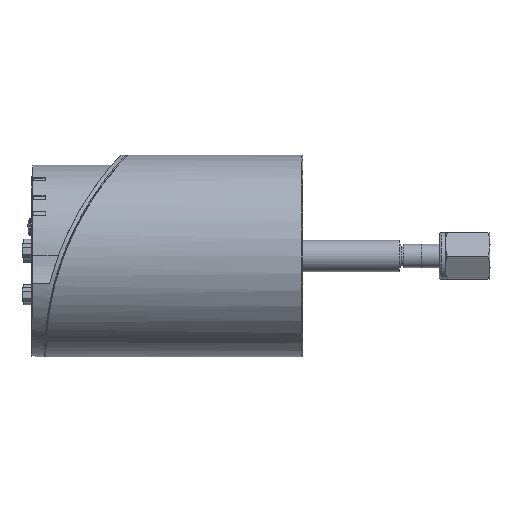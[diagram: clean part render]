
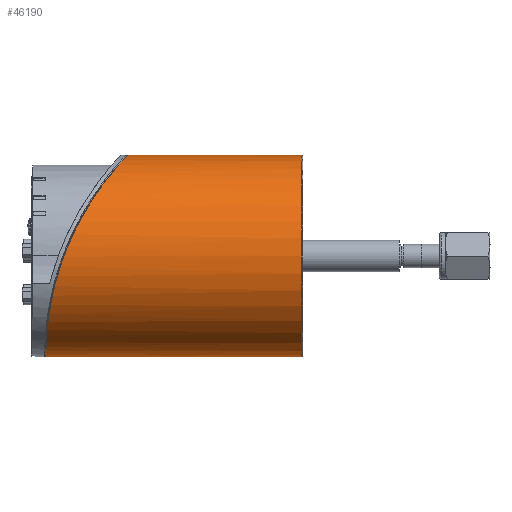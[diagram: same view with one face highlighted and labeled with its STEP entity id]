
A CAD part, left-side view. The second image highlights one B-rep face of the part: STEP entity #46190.
In plain terms, the highlighted cylindrical face has radius 41 mm (diameter 82 mm), a full revolution.
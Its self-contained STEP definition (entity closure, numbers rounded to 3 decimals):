
#4513=FACE_OUTER_BOUND('',#7068,.T.);
#7068=EDGE_LOOP('',(#40054,#40055,#40056,#40057,#40058,#40059));
#8186=CIRCLE('',#49130,41.);
#8188=CIRCLE('',#49132,41.);
#12418=LINE('',#82234,#16592);
#16592=VECTOR('',#58999,41.);
#17732=B_SPLINE_CURVE_WITH_KNOTS('',3,(#82236,#82237,#82238,#82239,#82240,
#82241,#82242,#82243,#82244,#82245,#82246,#82247,#82248),.UNSPECIFIED.,
 .F.,.F.,(4,1,1,1,1,1,1,1,1,1,4),(-26.603,-26.128,-25.653,
-25.178,-24.703,-23.753,-22.803,
-22.169,-21.536,-20.269,-19.712),
 .UNSPECIFIED.);
#17733=B_SPLINE_CURVE_WITH_KNOTS('',3,(#82249,#82250,#82251,#82252,#82253,
#82254,#82255,#82256,#82257,#82258,#82259,#82260,#82261,#82262,#82263,#82264,
#82265,#82266,#82267,#82268,#82269,#82270,#82271,#82272,#82273),
 .UNSPECIFIED.,.F.,.F.,(4,1,1,1,1,1,1,1,1,1,1,1,1,1,1,1,1,1,1,1,1,1,4),
(-19.712,-19.636,-19.002,-17.735,
-16.469,-15.202,-13.935,-12.668,
-11.401,-10.135,-8.868,-7.601,
-6.967,-6.334,-5.067,-4.434,
-3.8,-2.85,-1.9,-1.425,
-0.95,-0.475,0.),.UNSPECIFIED.);
#21653=VERTEX_POINT('',#82227);
#21654=VERTEX_POINT('',#82228);
#21655=VERTEX_POINT('',#82233);
#21656=VERTEX_POINT('',#82235);
#27939=EDGE_CURVE('',#21653,#21654,#8186,.T.);
#27941=EDGE_CURVE('',#21654,#21653,#8188,.T.);
#27942=EDGE_CURVE('',#21653,#21655,#12418,.T.);
#27943=EDGE_CURVE('',#21656,#21655,#17732,.T.);
#27944=EDGE_CURVE('',#21655,#21656,#17733,.T.);
#40054=ORIENTED_EDGE('',*,*,#27939,.F.);
#40055=ORIENTED_EDGE('',*,*,#27942,.T.);
#40056=ORIENTED_EDGE('',*,*,#27943,.F.);
#40057=ORIENTED_EDGE('',*,*,#27944,.F.);
#40058=ORIENTED_EDGE('',*,*,#27942,.F.);
#40059=ORIENTED_EDGE('',*,*,#27941,.F.);
#41591=CYLINDRICAL_SURFACE('',#49133,41.);
#46190=ADVANCED_FACE('',(#4513),#41591,.T.);
#49130=AXIS2_PLACEMENT_3D('',#82229,#58991,#58992);
#49132=AXIS2_PLACEMENT_3D('',#82231,#58995,#58996);
#49133=AXIS2_PLACEMENT_3D('',#82232,#58997,#58998);
#58991=DIRECTION('center_axis',(0.,-1.,0.));
#58992=DIRECTION('ref_axis',(-1.,0.,0.));
#58995=DIRECTION('center_axis',(0.,-1.,0.));
#58996=DIRECTION('ref_axis',(-1.,0.,0.));
#58997=DIRECTION('center_axis',(0.,-1.,0.));
#58998=DIRECTION('ref_axis',(-1.,0.,0.));
#58999=DIRECTION('',(0.,1.,0.));
#82227=CARTESIAN_POINT('',(41.,-68.6,0.));
#82228=CARTESIAN_POINT('',(-41.,-68.6,0.));
#82229=CARTESIAN_POINT('Origin',(0.,-68.6,
0.));
#82231=CARTESIAN_POINT('Origin',(0.,-68.6,
0.));
#82232=CARTESIAN_POINT('Origin',(0.,40.8,
0.));
#82233=CARTESIAN_POINT('',(41.,28.163,0.001));
#82234=CARTESIAN_POINT('',(41.,40.8,0.));
#82235=CARTESIAN_POINT('',(0.,2.167,41.));
#82236=CARTESIAN_POINT('Ctrl Pts',(0.,2.167,
41.));
#82237=CARTESIAN_POINT('Ctrl Pts',(1.057,2.167,41.));
#82238=CARTESIAN_POINT('Ctrl Pts',(3.187,2.247,40.918));
#82239=CARTESIAN_POINT('Ctrl Pts',(6.597,2.632,40.522));
#82240=CARTESIAN_POINT('Ctrl Pts',(10.654,3.442,39.679));
#82241=CARTESIAN_POINT('Ctrl Pts',(16.679,5.294,37.695));
#82242=CARTESIAN_POINT('Ctrl Pts',(23.855,8.717,33.826));
#82243=CARTESIAN_POINT('Ctrl Pts',(30.338,13.255,27.976));
#82244=CARTESIAN_POINT('Ctrl Pts',(34.786,17.282,22.001));
#82245=CARTESIAN_POINT('Ctrl Pts',(38.589,21.582,14.817));
#82246=CARTESIAN_POINT('Ctrl Pts',(40.622,25.215,7.479));
#82247=CARTESIAN_POINT('Ctrl Pts',(41.,27.504,1.767));
#82248=CARTESIAN_POINT('Ctrl Pts',(41.,28.163,0.001));
#82249=CARTESIAN_POINT('Ctrl Pts',(41.,28.163,0.001));
#82250=CARTESIAN_POINT('Ctrl Pts',(41.,28.253,-0.241));
#82251=CARTESIAN_POINT('Ctrl Pts',(40.981,29.085,-2.494));
#82252=CARTESIAN_POINT('Ctrl Pts',(40.4,31.22,-8.867));
#82253=CARTESIAN_POINT('Ctrl Pts',(37.12,33.67,-18.921));
#82254=CARTESIAN_POINT('Ctrl Pts',(29.505,35.13,-29.442));
#82255=CARTESIAN_POINT('Ctrl Pts',(18.938,35.573,-37.133));
#82256=CARTESIAN_POINT('Ctrl Pts',(6.528,35.598,-41.167));
#82257=CARTESIAN_POINT('Ctrl Pts',(-6.527,35.598,-41.167));
#82258=CARTESIAN_POINT('Ctrl Pts',(-18.938,35.573,-37.133));
#82259=CARTESIAN_POINT('Ctrl Pts',(-29.507,35.13,-29.44));
#82260=CARTESIAN_POINT('Ctrl Pts',(-37.118,33.67,-18.923));
#82261=CARTESIAN_POINT('Ctrl Pts',(-40.401,31.22,-8.866));
#82262=CARTESIAN_POINT('Ctrl Pts',(-41.144,28.483,-0.697));
#82263=CARTESIAN_POINT('Ctrl Pts',(-40.686,25.327,7.252));
#82264=CARTESIAN_POINT('Ctrl Pts',(-38.589,21.582,14.817));
#82265=CARTESIAN_POINT('Ctrl Pts',(-34.786,17.282,22.001));
#82266=CARTESIAN_POINT('Ctrl Pts',(-30.338,13.255,27.976));
#82267=CARTESIAN_POINT('Ctrl Pts',(-23.855,8.717,33.826));
#82268=CARTESIAN_POINT('Ctrl Pts',(-16.679,5.294,37.695));
#82269=CARTESIAN_POINT('Ctrl Pts',(-10.654,3.442,39.679));
#82270=CARTESIAN_POINT('Ctrl Pts',(-6.597,2.632,40.522));
#82271=CARTESIAN_POINT('Ctrl Pts',(-3.187,2.247,40.918));
#82272=CARTESIAN_POINT('Ctrl Pts',(-1.057,2.167,41.));
#82273=CARTESIAN_POINT('Ctrl Pts',(0.,2.167,
41.));
